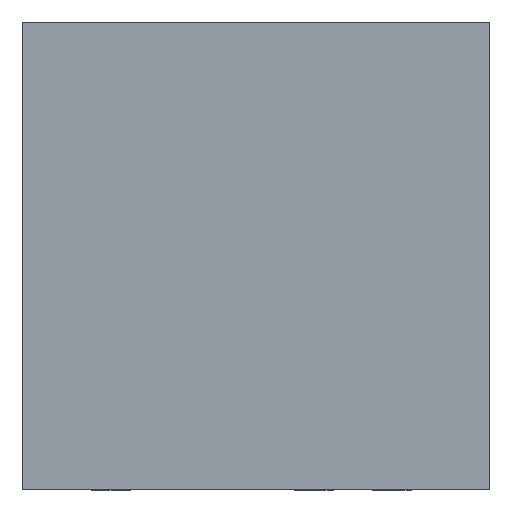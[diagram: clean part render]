
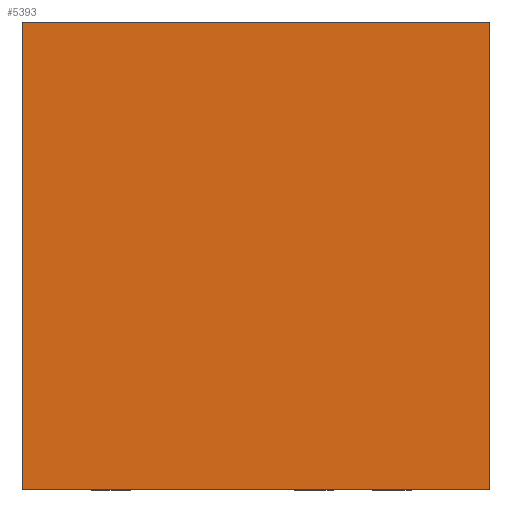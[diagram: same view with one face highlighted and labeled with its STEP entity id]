
A CAD part, top view. The second image highlights one B-rep face of the part: STEP entity #5393.
In plain terms, the highlighted face is planar.
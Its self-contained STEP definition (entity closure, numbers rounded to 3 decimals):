
#4115=DIRECTION('',(1.,0.,0.));
#4116=VECTOR('',#4115,3.);
#4117=CARTESIAN_POINT('',(-1.5,0.975,1.5));
#4118=LINE('',#4117,#4116);
#4122=DIRECTION('',(0.,0.,1.));
#4123=VECTOR('',#4122,3.);
#4124=CARTESIAN_POINT('',(-1.5,0.975,-1.5));
#4125=LINE('',#4124,#4123);
#4129=DIRECTION('',(-1.,0.,0.));
#4130=VECTOR('',#4129,3.);
#4131=CARTESIAN_POINT('',(1.5,0.975,-1.5));
#4132=LINE('',#4131,#4130);
#4136=DIRECTION('',(0.,0.,-1.));
#4137=VECTOR('',#4136,3.);
#4138=CARTESIAN_POINT('',(1.5,0.975,1.5));
#4139=LINE('',#4138,#4137);
#4664=CARTESIAN_POINT('',(-1.5,0.975,1.5));
#4665=CARTESIAN_POINT('',(1.5,0.975,1.5));
#4666=VERTEX_POINT('',#4664);
#4667=VERTEX_POINT('',#4665);
#4668=CARTESIAN_POINT('',(1.5,0.975,-1.5));
#4669=VERTEX_POINT('',#4668);
#4670=CARTESIAN_POINT('',(-1.5,0.975,-1.5));
#4671=VERTEX_POINT('',#4670);
#5380=CARTESIAN_POINT('',(0.,0.975,0.));
#5381=DIRECTION('',(0.,1.,0.));
#5382=DIRECTION('',(1.,0.,0.));
#5383=AXIS2_PLACEMENT_3D('',#5380,#5381,#5382);
#5384=PLANE('',#5383);
#5385=ORIENTED_EDGE('',*,*,#5310,.F.);
#5386=ORIENTED_EDGE('',*,*,#5090,.F.);
#5388=ORIENTED_EDGE('',*,*,#5387,.F.);
#5390=ORIENTED_EDGE('',*,*,#5389,.F.);
#5391=EDGE_LOOP('',(#5385,#5386,#5388,#5390));
#5392=FACE_OUTER_BOUND('',#5391,.F.);
#5090=EDGE_CURVE('',#4671,#4666,#4125,.T.);
#5310=EDGE_CURVE('',#4666,#4667,#4118,.T.);
#5387=EDGE_CURVE('',#4669,#4671,#4132,.T.);
#5389=EDGE_CURVE('',#4667,#4669,#4139,.T.);
#5393=ADVANCED_FACE('',(#5392),#5384,.T.);
